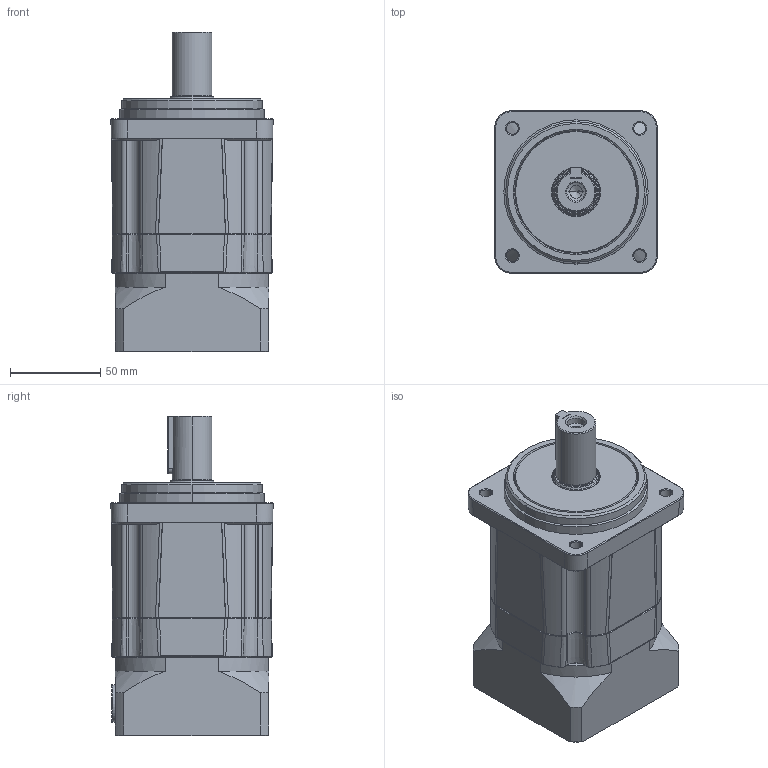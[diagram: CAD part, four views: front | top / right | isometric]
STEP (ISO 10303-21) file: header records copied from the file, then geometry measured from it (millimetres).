
FILE_DESCRIPTION (( 'STEP AP214' ), '1' );
FILE_NAME ('Outside_9810086341_HPN-20A-20-J6AFC-BB4-BL5-OM.step', '2021-07-20T10:30:53', ( 'Windows ユーザー' ), ( '' ), 'SwSTEP 2.0', 'SolidWorks 2018', '' );
FILE_SCHEMA (( 'AUTOMOTIVE_DESIGN' ));
Length unit declared in the file: millimetre
Products named in the file (1): Outside_9810086341_HPN-20A-20-J6AFC-BB4-BL5-OM
Bounding box: 90 x 90 x 177.5 mm (x, y, z)
Volume: 890739.6 mm3; surface area: 84355.1 mm2
Topology: 2 solids, 2 shells, 601 faces, 1478 edges, 919 vertices
Faces by surface type: plane 211, cylinder 173, cone 108, bspline 69, torus 32, sphere 8
Entity records: 28023 total; most frequent: CARTESIAN_POINT 8261, ORIENTED_EDGE 2936, DIRECTION 2710, EDGE_CURVE 1468, AXIS2_PLACEMENT_3D 1040, VERTEX_POINT 919, EDGE_LOOP 663, VECTOR 630
